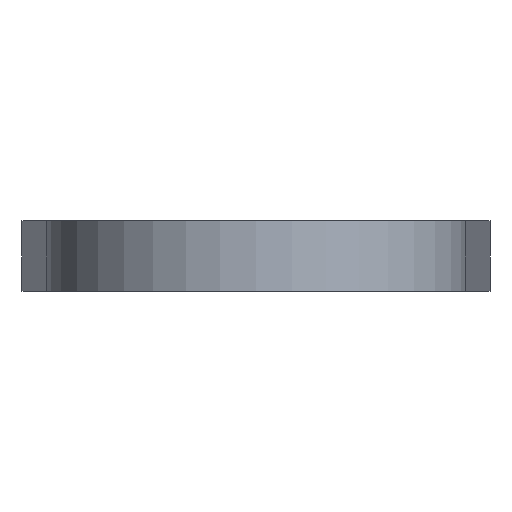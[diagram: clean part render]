
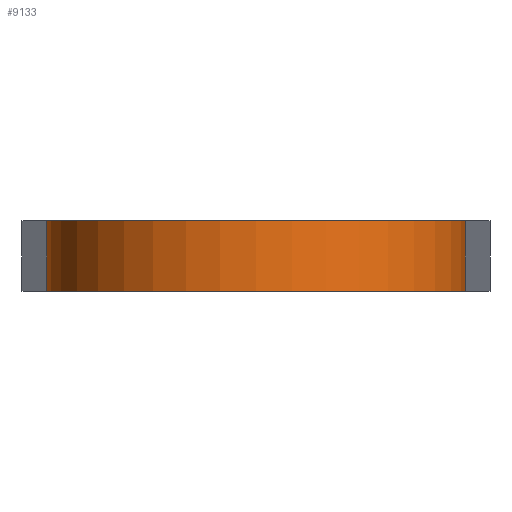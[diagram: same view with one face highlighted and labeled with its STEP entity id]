
A CAD part, left-side view. The second image highlights one B-rep face of the part: STEP entity #9133.
In plain terms, the highlighted cylindrical face has radius 26.635 mm (diameter 53.27 mm), a partial arc.
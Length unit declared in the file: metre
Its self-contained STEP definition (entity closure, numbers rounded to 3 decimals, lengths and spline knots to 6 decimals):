
#82=CIRCLE('',#9698,0.026635);
#83=CIRCLE('',#9699,0.026635);
#595=CYLINDRICAL_SURFACE('',#9697,0.026635);
#1150=ORIENTED_EDGE('',*,*,#4023,.T.);
#1151=ORIENTED_EDGE('',*,*,#4024,.F.);
#1152=ORIENTED_EDGE('',*,*,#4025,.F.);
#1153=ORIENTED_EDGE('',*,*,#4026,.T.);
#4023=EDGE_CURVE('',#5459,#5460,#82,.T.);
#4024=EDGE_CURVE('',#5461,#5460,#6348,.T.);
#4025=EDGE_CURVE('',#5462,#5461,#83,.T.);
#4026=EDGE_CURVE('',#5462,#5459,#6349,.T.);
#5459=VERTEX_POINT('',#14237);
#5460=VERTEX_POINT('',#14238);
#5461=VERTEX_POINT('',#14240);
#5462=VERTEX_POINT('',#14242);
#6348=LINE('',#14239,#7237);
#6349=LINE('',#14243,#7238);
#7237=VECTOR('',#11126,1.);
#7238=VECTOR('',#11129,1.);
#7960=EDGE_LOOP('',(#1150,#1151,#1152,#1153));
#8443=FACE_BOUND('',#7960,.T.);
#9133=ADVANCED_FACE('',(#8443),#595,.T.);
#9697=AXIS2_PLACEMENT_3D('',#14235,#11122,#11123);
#9698=AXIS2_PLACEMENT_3D('',#14236,#11124,#11125);
#9699=AXIS2_PLACEMENT_3D('',#14241,#11127,#11128);
#11122=DIRECTION('',(0.,0.,-1.));
#11123=DIRECTION('',(-1.,0.,0.));
#11124=DIRECTION('',(0.,0.,1.));
#11125=DIRECTION('',(1.,0.,0.));
#11126=DIRECTION('',(0.,0.,-1.));
#11127=DIRECTION('',(0.,0.,1.));
#11128=DIRECTION('',(1.,0.,0.));
#11129=DIRECTION('',(0.,0.,-1.));
#14235=CARTESIAN_POINT('',(0.,0.,0.009));
#14236=CARTESIAN_POINT('',(0.,0.,0.));
#14237=CARTESIAN_POINT('',(-0.000754,0.026624,0.));
#14238=CARTESIAN_POINT('',(-0.000754,-0.026624,0.));
#14239=CARTESIAN_POINT('',(-0.000754,-0.026624,0.009));
#14240=CARTESIAN_POINT('',(-0.000754,-0.026624,0.009));
#14241=CARTESIAN_POINT('',(0.,0.,0.009));
#14242=CARTESIAN_POINT('',(-0.000754,0.026624,0.009));
#14243=CARTESIAN_POINT('',(-0.000754,0.026624,0.009));
